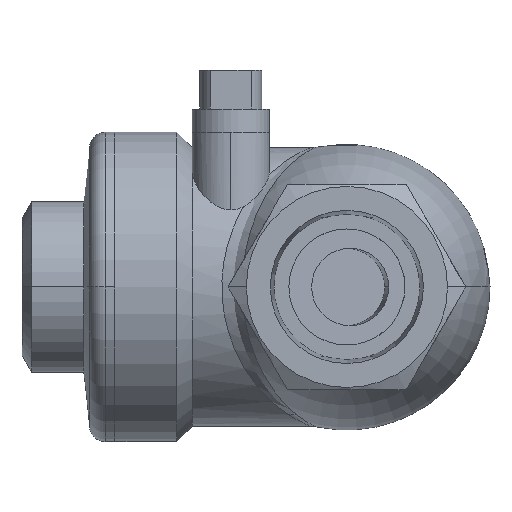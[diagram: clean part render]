
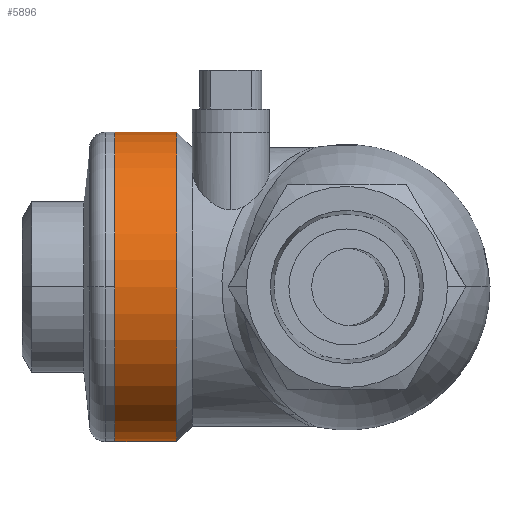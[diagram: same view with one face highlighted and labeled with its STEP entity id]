
A CAD part, left-side view. The second image highlights one B-rep face of the part: STEP entity #5896.
In plain terms, the highlighted cylindrical face has radius 20 mm (diameter 40 mm), a partial arc.
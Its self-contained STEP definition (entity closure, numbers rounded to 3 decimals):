
#298 = VERTEX_POINT ( 'NONE', #1068 ) ;
#307 = VERTEX_POINT ( 'NONE', #1085 ) ;
#308 = VERTEX_POINT ( 'NONE', #1087 ) ;
#309 = VERTEX_POINT ( 'NONE', #1089 ) ;
#479 = EDGE_CURVE ( 'NONE', #298, #307, #1487, .T. ) ;
#480 = EDGE_CURVE ( 'NONE', #309, #308, #1482, .T. ) ;
#569 = AXIS2_PLACEMENT_3D ( 'NONE', #2521, #2522, #2523 ) ;
#570 = AXIS2_PLACEMENT_3D ( 'NONE', #2524, #2525, #2526 ) ;
#1068 = CARTESIAN_POINT ( 'NONE',  ( 0., 30., 20. ) ) ;
#1085 = CARTESIAN_POINT ( 'NONE',  ( 0., 30., -20. ) ) ;
#1087 = CARTESIAN_POINT ( 'NONE',  ( 0., 22., -20. ) ) ;
#1089 = CARTESIAN_POINT ( 'NONE',  ( 0., 22., 20. ) ) ;
#1168 = ORIENTED_EDGE ( 'NONE', *, *, #5670, .F. ) ;
#1170 = ORIENTED_EDGE ( 'NONE', *, *, #479, .T. ) ;
#1173 = ORIENTED_EDGE ( 'NONE', *, *, #5671, .T. ) ;
#1175 = ORIENTED_EDGE ( 'NONE', *, *, #480, .F. ) ;
#1482 = CIRCLE ( 'NONE', #570, 20. ) ;
#1487 = CIRCLE ( 'NONE', #569, 20. ) ;
#2521 = CARTESIAN_POINT ( 'NONE',  ( 0., 30., 0. ) ) ;
#2522 = DIRECTION ( 'NONE',  ( 0., -1., 0. ) ) ;
#2523 = DIRECTION ( 'NONE',  ( 0., 0., -1. ) ) ;
#2524 = CARTESIAN_POINT ( 'NONE',  ( 0., 22., 0. ) ) ;
#2525 = DIRECTION ( 'NONE',  ( 0., -1., 0. ) ) ;
#2526 = DIRECTION ( 'NONE',  ( 0., 0., -1. ) ) ;
#3347 = AXIS2_PLACEMENT_3D ( 'NONE', #4623, #4621, #4615 ) ;
#3468 = LINE ( 'NONE', #4016, #3475 ) ;
#3474 = LINE ( 'NONE', #4020, #3477 ) ;
#3475 = VECTOR ( 'NONE', #4011, 1000. ) ;
#3477 = VECTOR ( 'NONE', #4021, 1000. ) ;
#3653 = CYLINDRICAL_SURFACE ( 'NONE', #3347, 20. ) ;
#3656 = FACE_OUTER_BOUND ( 'NONE', #5763, .T. ) ;
#4011 = DIRECTION ( 'NONE',  ( 0., -1., 0. ) ) ;
#4016 = CARTESIAN_POINT ( 'NONE',  ( 0., 0., 20. ) ) ;
#4020 = CARTESIAN_POINT ( 'NONE',  ( 0., 0., -20. ) ) ;
#4021 = DIRECTION ( 'NONE',  ( 0., -1., 0. ) ) ;
#4615 = DIRECTION ( 'NONE',  ( 0., 0., -1. ) ) ;
#4621 = DIRECTION ( 'NONE',  ( 0., -1., 0. ) ) ;
#4623 = CARTESIAN_POINT ( 'NONE',  ( 0., 0., 0. ) ) ;
#5670 = EDGE_CURVE ( 'NONE', #298, #309, #3468, .T. ) ;
#5671 = EDGE_CURVE ( 'NONE', #307, #308, #3474, .T. ) ;
#5763 = EDGE_LOOP ( 'NONE', ( #1168, #1170, #1173, #1175 ) ) ;
#5896 = ADVANCED_FACE ( 'NONE', ( #3656 ), #3653, .T. ) ;
